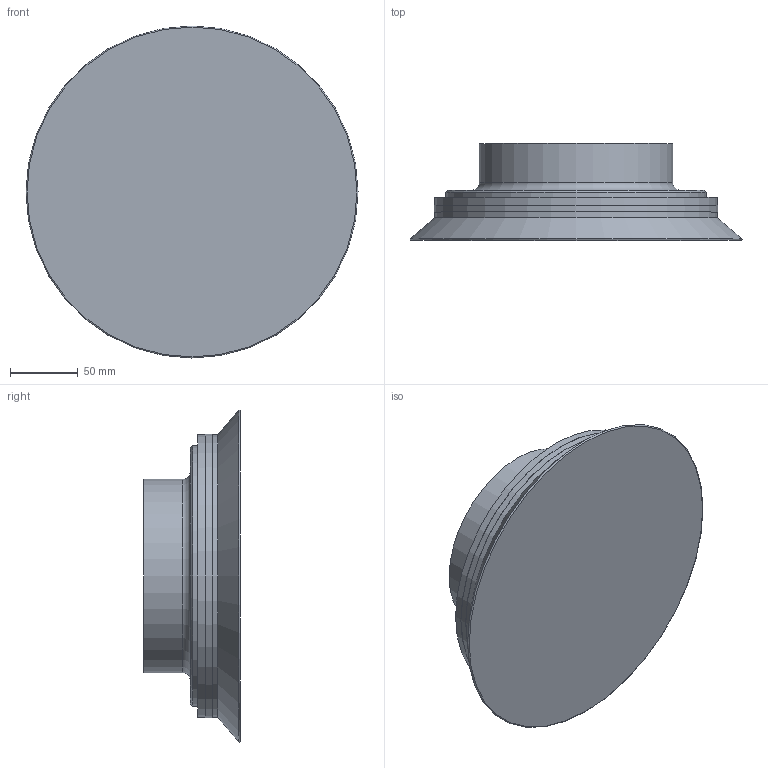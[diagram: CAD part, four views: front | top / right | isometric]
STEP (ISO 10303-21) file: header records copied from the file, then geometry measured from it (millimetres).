
FILE_DESCRIPTION(/* description */ (''),/* implementation_level */ '2;1');
FILE_NAME(/* name */ 'vmv3155sb.stp',/* time_stamp */ '2022-07-07T10:21:08+02:00',/* author */ ('enginyeria'),/* organization */ (''),/* preprocessor_version */ 'ST-DEVELOPER v17.2',/* originating_system */ 'Autodesk Inventor 2019',/* authorisation */ '');
FILE_SCHEMA (('AUTOMOTIVE_DESIGN { 1 0 10303 214 3 1 1 }'));
Length unit declared in the file: millimetre
Products named in the file (1): vmv3155nit
Bounding box: 245.34 x 71.5 x 245.34 mm (x, y, z)
Volume: 1718696.8 mm3; surface area: 144898.5 mm2
Topology: 2 solids, 2 shells, 26 faces, 62 edges, 47 vertices
Faces by surface type: plane 11, cylinder 10, cone 3, torus 2
Full cylindrical faces by diameter (mm): 18.8 x3, 25 x1, 128.09 x1, 142.991 x1, 192.662 x1, 209.219 x1, 209.277 x1, 209.677 x1
Entity records: 917 total; most frequent: DIRECTION 165, CARTESIAN_POINT 136, ORIENTED_EDGE 124, AXIS2_PLACEMENT_3D 76, EDGE_CURVE 62, CIRCLE 49, VERTEX_POINT 47, EDGE_LOOP 35
